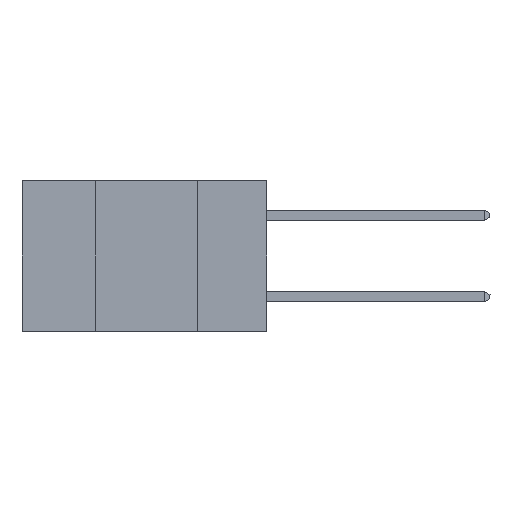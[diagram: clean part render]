
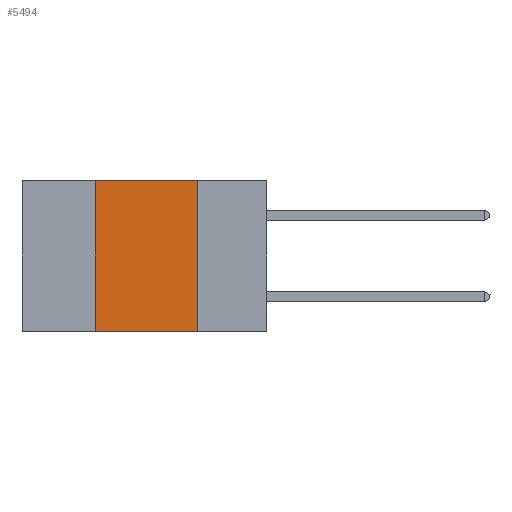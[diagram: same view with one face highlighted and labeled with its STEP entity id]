
A CAD part, left-side view. The second image highlights one B-rep face of the part: STEP entity #5494.
In plain terms, the highlighted planar face has unit normal (-1, 0, 0).
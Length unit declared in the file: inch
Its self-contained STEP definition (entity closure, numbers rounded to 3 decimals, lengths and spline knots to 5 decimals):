
#50 = EDGE_CURVE ( 'NONE', #7837, #10238, #8423, .T. ) ;
#1916 = EDGE_CURVE ( 'NONE', #10238, #2716, #10721, .T. ) ;
#1972 = VECTOR ( 'NONE', #4795, 39.37008 ) ;
#2154 = FACE_OUTER_BOUND ( 'NONE', #10253, .T. ) ;
#2716 = VERTEX_POINT ( 'NONE', #11425 ) ;
#3670 = EDGE_CURVE ( 'NONE', #2716, #10828, #7177, .T. ) ;
#4224 = CARTESIAN_POINT ( 'NONE',  ( 0., 0.17, 0. ) ) ;
#4742 = VECTOR ( 'NONE', #4788, 39.37008 ) ;
#4788 = DIRECTION ( 'NONE',  ( 0., -1., 0. ) ) ;
#4795 = DIRECTION ( 'NONE',  ( 0., -1., 0. ) ) ;
#5494 = ADVANCED_FACE ( 'NONE', ( #2154 ), #6078, .F. ) ;
#5615 = CARTESIAN_POINT ( 'NONE',  ( 0., 0.42, 0. ) ) ;
#5838 = LINE ( 'NONE', #8658, #1972 ) ;
#6078 = PLANE ( 'NONE',  #12630 ) ;
#6674 = DIRECTION ( 'NONE',  ( 0., 0., 1. ) ) ;
#6719 = CARTESIAN_POINT ( 'NONE',  ( 0., 0.6, 0. ) ) ;
#6795 = CARTESIAN_POINT ( 'NONE',  ( 0., 0.17, -0.37 ) ) ;
#7011 = ORIENTED_EDGE ( 'NONE', *, *, #8133, .T. ) ;
#7161 = ORIENTED_EDGE ( 'NONE', *, *, #3670, .F. ) ;
#7163 = CARTESIAN_POINT ( 'NONE',  ( 0., 0.6, 0. ) ) ;
#7177 = LINE ( 'NONE', #4224, #11788 ) ;
#7522 = CARTESIAN_POINT ( 'NONE',  ( 0., 0.42, 0. ) ) ;
#7531 = ORIENTED_EDGE ( 'NONE', *, *, #50, .F. ) ;
#7837 = VERTEX_POINT ( 'NONE', #8107 ) ;
#8107 = CARTESIAN_POINT ( 'NONE',  ( 0., 0.42, -0.37 ) ) ;
#8133 = EDGE_CURVE ( 'NONE', #7837, #10828, #5838, .T. ) ;
#8423 = LINE ( 'NONE', #7522, #9123 ) ;
#8658 = CARTESIAN_POINT ( 'NONE',  ( 0., 0.6, -0.37 ) ) ;
#9029 = DIRECTION ( 'NONE',  ( 1., 0., 0. ) ) ;
#9123 = VECTOR ( 'NONE', #6674, 39.37008 ) ;
#9188 = ORIENTED_EDGE ( 'NONE', *, *, #1916, .F. ) ;
#10238 = VERTEX_POINT ( 'NONE', #5615 ) ;
#10253 = EDGE_LOOP ( 'NONE', ( #7161, #9188, #7531, #7011 ) ) ;
#10721 = LINE ( 'NONE', #6719, #4742 ) ;
#10828 = VERTEX_POINT ( 'NONE', #6795 ) ;
#11110 = DIRECTION ( 'NONE',  ( 0., 0., -1. ) ) ;
#11425 = CARTESIAN_POINT ( 'NONE',  ( 0., 0.17, 0. ) ) ;
#11788 = VECTOR ( 'NONE', #12079, 39.37008 ) ;
#12079 = DIRECTION ( 'NONE',  ( 0., 0., -1. ) ) ;
#12630 = AXIS2_PLACEMENT_3D ( 'NONE', #7163, #9029, #11110 ) ;
